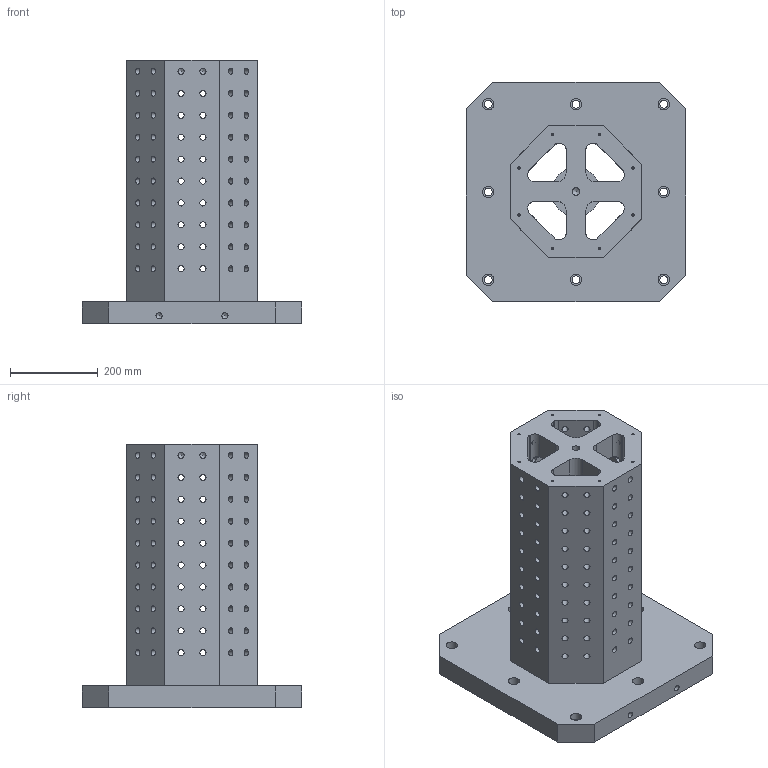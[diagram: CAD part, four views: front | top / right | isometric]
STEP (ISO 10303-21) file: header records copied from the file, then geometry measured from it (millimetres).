
FILE_DESCRIPTION( ( 'Unknown' ), '1' );
FILE_NAME( 'BP34-500500-0600-16.stp', 'Unknown', ( 'S.C.H' ), ( 'Unknown' ), 'XStep 1.0', 'Unknown', ' ' );
FILE_SCHEMA( ( 'CONFIG_CONTROL_DESIGN' ) );
Length unit declared in the file: millimetre
Products named in the file (1): 1
Bounding box: 500 x 500 x 600 mm (x, y, z)
Volume: 30067997.9 mm3; surface area: 1862240.5 mm2
Topology: 1 solids, 1 shells, 317 faces, 1072 edges, 752 vertices
Faces by surface type: cylinder 236, plane 53, cone 28
Full cylindrical faces by diameter (mm): 5 x8, 13.835 x160, 14 x3, 17.5 x1, 18 x8, 26 x8
Entity records: 10310 total; most frequent: CARTESIAN_POINT 1866, DIRECTION 1764, ORIENTED_EDGE 1344, EDGE_LOOP 854, AXIS2_PLACEMENT_3D 782, EDGE_CURVE 672, VERTEX_POINT 580, FACE_OUTER_BOUND 505
